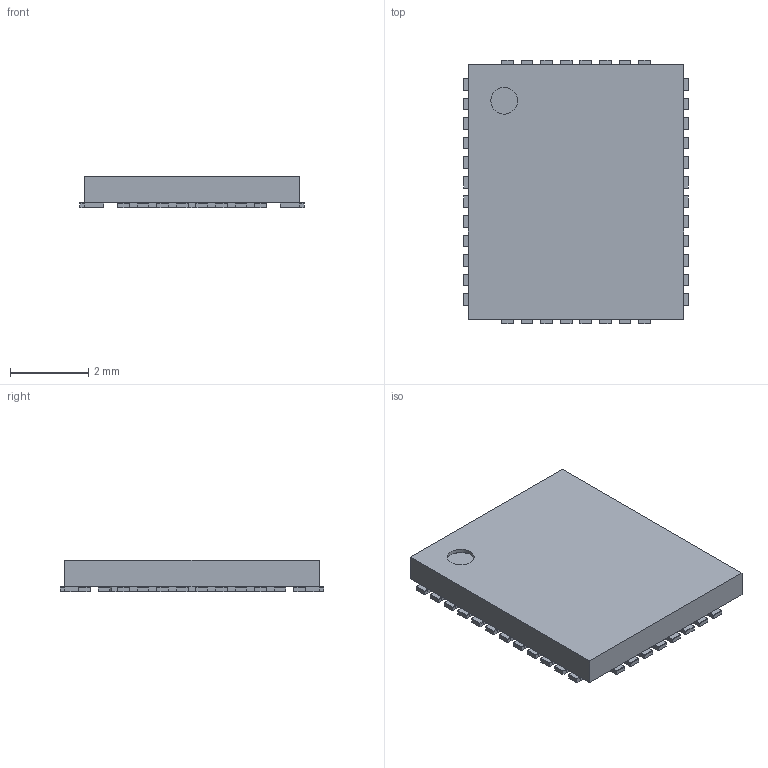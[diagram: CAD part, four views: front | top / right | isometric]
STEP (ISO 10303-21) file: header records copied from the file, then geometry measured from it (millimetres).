
FILE_DESCRIPTION(('Open CASCADE Model'),'2;1');
FILE_NAME('Open CASCADE Shape Model','2024-03-19T11:46:21',('Author'),( 'Open CASCADE'),'Open CASCADE STEP processor 6.8','Open CASCADE 6.8' ,'Unknown');
FILE_SCHEMA(('AUTOMOTIVE_DESIGN { 1 0 10303 214 1 1 1 1 }'));
Length unit declared in the file: millimetre
Products named in the file (9): PCB; Designator1; 7181855712; Open_CASCADE_STEP_translator_6.8_27.1; Body; Open_CASCADE_STEP_translator_6.8_27.2.1; Thermal_Shape; Pin_Shape; Open_CASCADE_STEP_translator_6.8_27.4.1
Assembly tree (46 placements, depth 4):
  PCB
  Designator1
    7181855712
      Open_CASCADE_STEP_translator_6.8_27.1
      Body
        Open_CASCADE_STEP_translator_6.8_27.2.1
      Thermal_Shape
      Pin_Shape  x40
        Open_CASCADE_STEP_translator_6.8_27.4.1
Bounding box: 5.74 x 6.74 x 0.8 mm (x, y, z)
Volume: 27.3 mm3; surface area: 150.3 mm2
Topology: 42 solids, 43 shells, 416 faces, 911 edges, 581 vertices
Faces by surface type: plane 415, cylinder 1
Full cylindrical faces by diameter (mm): 0.688 x1
Entity records: 1168 total; most frequent: DIRECTION 202, CARTESIAN_POINT 161, ORIENTED_EDGE 105, AXIS2_PLACEMENT_3D 76, PRODUCT_DEFINITION_SHAPE 55, EDGE_CURVE 53, LINE 50, VECTOR 50
